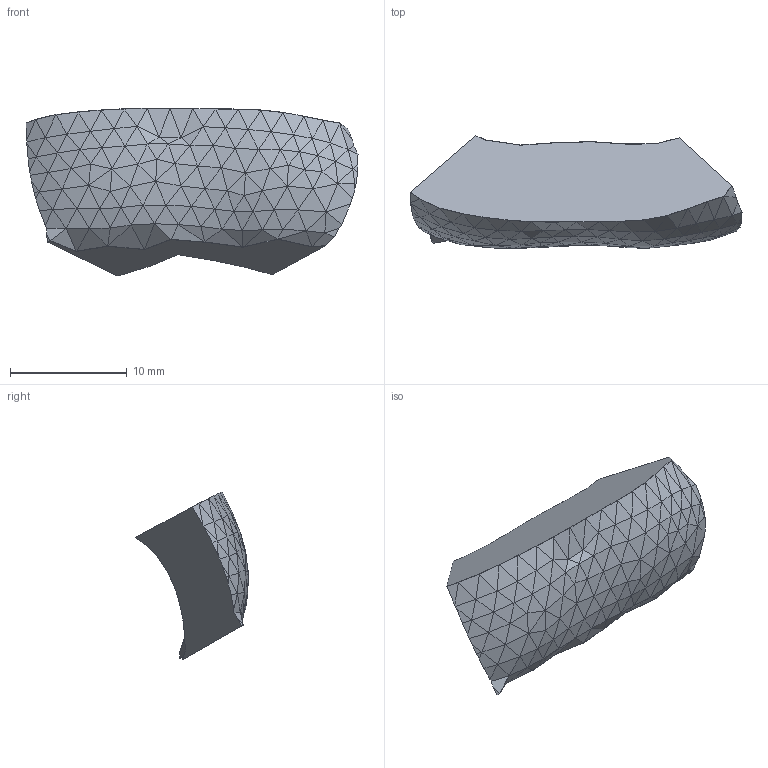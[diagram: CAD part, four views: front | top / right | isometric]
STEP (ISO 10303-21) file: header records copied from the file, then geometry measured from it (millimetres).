
FILE_DESCRIPTION(/* description */ (''),/* implementation_level */ '2;1');
FILE_NAME(/* name */ 'IVD5_Z2.step',/* time_stamp */ '2024-06-22T11:47:34-04:00',/* author */ (''),/* organization */ (''),/* preprocessor_version */ 'ST-DEVELOPER v20',/* originating_system */ 'Autodesk Translation Framework v13.14.0.145',/* authorisation */ '');
FILE_SCHEMA (('AUTOMOTIVE_DESIGN { 1 0 10303 214 3 1 1 }'));
Length unit declared in the file: millimetre
Products named in the file (1): IVD5_Z2
Bounding box: 28.4 x 9.63 x 14.37 mm (x, y, z)
Volume: 1463.9 mm3; surface area: 933.8 mm2
Topology: 1 solids, 1 shells, 384 faces, 722 edges, 340 vertices
Faces by surface type: plane 384
Entity records: 8847 total; most frequent: DIRECTION 1492, CARTESIAN_POINT 1447, ORIENTED_EDGE 1444, LINE 722, VECTOR 722, EDGE_CURVE 722, AXIS2_PLACEMENT_3D 385, FACE_OUTER_BOUND 384
